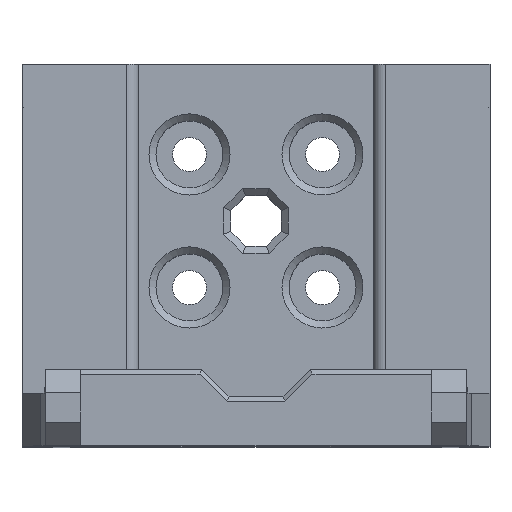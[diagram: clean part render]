
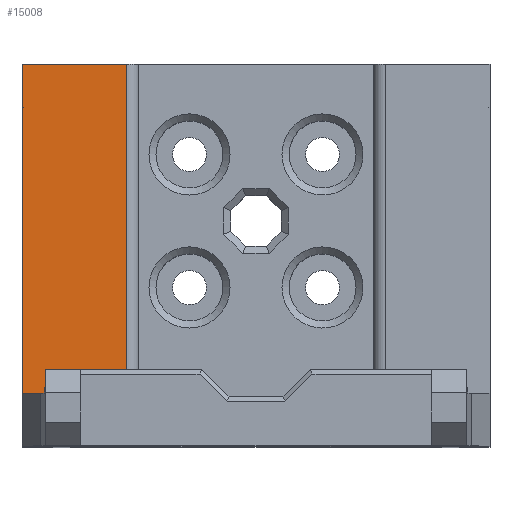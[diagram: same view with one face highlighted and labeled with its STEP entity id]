
A CAD part, top view. The second image highlights one B-rep face of the part: STEP entity #15008.
In plain terms, the highlighted planar face has unit normal (0, 0, 1).
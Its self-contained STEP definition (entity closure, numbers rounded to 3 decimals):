
#1568 = PLANE('',#1569);
#1569 = AXIS2_PLACEMENT_3D('',#1570,#1571,#1572);
#1570 = CARTESIAN_POINT('',(-19.9,0.,-0.88));
#1571 = DIRECTION('',(1.,0.,0.));
#1572 = DIRECTION('',(0.,0.,1.));
#5386 = PLANE('',#5387);
#5387 = AXIS2_PLACEMENT_3D('',#5388,#5389,#5390);
#5388 = CARTESIAN_POINT('',(0.,32.5,-12.612));
#5389 = DIRECTION('',(0.,1.,0.));
#5390 = DIRECTION('',(0.,0.,1.));
#6251 = PLANE('',#6252);
#6252 = AXIS2_PLACEMENT_3D('',#6253,#6254,#6255);
#6253 = CARTESIAN_POINT('',(0.,4.5,8.6));
#6254 = DIRECTION('',(0.,1.,0.));
#6255 = DIRECTION('',(0.,0.,1.));
#6313 = VERTEX_POINT('',#6314);
#6314 = CARTESIAN_POINT('',(-19.9,32.5,8.6));
#6335 = EDGE_CURVE('',#6313,#6336,#6338,.T.);
#6336 = VERTEX_POINT('',#6337);
#6337 = CARTESIAN_POINT('',(-19.9,4.5,8.6));
#6338 = SURFACE_CURVE('',#6339,(#6343,#6350),.PCURVE_S1.);
#6339 = LINE('',#6340,#6341);
#6340 = CARTESIAN_POINT('',(-19.9,18.5,8.6));
#6341 = VECTOR('',#6342,1.);
#6342 = DIRECTION('',(0.,-1.,0.));
#6343 = PCURVE('',#1568,#6344);
#6344 = DEFINITIONAL_REPRESENTATION('',(#6345),#6349);
#6345 = LINE('',#6346,#6347);
#6346 = CARTESIAN_POINT('',(9.48,-18.5));
#6347 = VECTOR('',#6348,1.);
#6348 = DIRECTION('',(0.,1.));
#6349 = ( GEOMETRIC_REPRESENTATION_CONTEXT(2) 
PARAMETRIC_REPRESENTATION_CONTEXT() REPRESENTATION_CONTEXT('2D SPACE',''
  ) );
#6350 = PCURVE('',#6351,#6356);
#6351 = PLANE('',#6352);
#6352 = AXIS2_PLACEMENT_3D('',#6353,#6354,#6355);
#6353 = CARTESIAN_POINT('',(0.,37.,8.6));
#6354 = DIRECTION('',(0.,0.,1.));
#6355 = DIRECTION('',(0.,-1.,0.));
#6356 = DEFINITIONAL_REPRESENTATION('',(#6357),#6361);
#6357 = LINE('',#6358,#6359);
#6358 = CARTESIAN_POINT('',(18.5,-19.9));
#6359 = VECTOR('',#6360,1.);
#6360 = DIRECTION('',(1.,0.));
#6361 = ( GEOMETRIC_REPRESENTATION_CONTEXT(2) 
PARAMETRIC_REPRESENTATION_CONTEXT() REPRESENTATION_CONTEXT('2D SPACE',''
  ) );
#10886 = CYLINDRICAL_SURFACE('',#10887,1.);
#10887 = AXIS2_PLACEMENT_3D('',#10888,#10889,#10890);
#10888 = CARTESIAN_POINT('',(-11.,32.5,7.6));
#10889 = DIRECTION('',(0.,-1.,0.));
#10890 = DIRECTION('',(1.,0.,0.));
#13694 = EDGE_CURVE('',#6313,#13695,#13697,.T.);
#13695 = VERTEX_POINT('',#13696);
#13696 = CARTESIAN_POINT('',(-11.,32.5,8.6));
#13697 = SURFACE_CURVE('',#13698,(#13702,#13709),.PCURVE_S1.);
#13698 = LINE('',#13699,#13700);
#13699 = CARTESIAN_POINT('',(-5.122,32.5,8.6));
#13700 = VECTOR('',#13701,1.);
#13701 = DIRECTION('',(1.,0.,0.));
#13702 = PCURVE('',#5386,#13703);
#13703 = DEFINITIONAL_REPRESENTATION('',(#13704),#13708);
#13704 = LINE('',#13705,#13706);
#13705 = CARTESIAN_POINT('',(21.212,-5.122));
#13706 = VECTOR('',#13707,1.);
#13707 = DIRECTION('',(0.,1.));
#13708 = ( GEOMETRIC_REPRESENTATION_CONTEXT(2) 
PARAMETRIC_REPRESENTATION_CONTEXT() REPRESENTATION_CONTEXT('2D SPACE',''
  ) );
#13709 = PCURVE('',#6351,#13710);
#13710 = DEFINITIONAL_REPRESENTATION('',(#13711),#13715);
#13711 = LINE('',#13712,#13713);
#13712 = CARTESIAN_POINT('',(4.5,-5.122));
#13713 = VECTOR('',#13714,1.);
#13714 = DIRECTION('',(0.,1.));
#13715 = ( GEOMETRIC_REPRESENTATION_CONTEXT(2) 
PARAMETRIC_REPRESENTATION_CONTEXT() REPRESENTATION_CONTEXT('2D SPACE',''
  ) );
#14766 = EDGE_CURVE('',#14767,#6336,#14769,.T.);
#14767 = VERTEX_POINT('',#14768);
#14768 = CARTESIAN_POINT('',(-11.,4.5,8.6));
#14769 = SURFACE_CURVE('',#14770,(#14774,#14781),.PCURVE_S1.);
#14770 = LINE('',#14771,#14772);
#14771 = CARTESIAN_POINT('',(0.,4.5,8.6));
#14772 = VECTOR('',#14773,1.);
#14773 = DIRECTION('',(-1.,0.,0.));
#14774 = PCURVE('',#6251,#14775);
#14775 = DEFINITIONAL_REPRESENTATION('',(#14776),#14780);
#14776 = LINE('',#14777,#14778);
#14777 = CARTESIAN_POINT('',(0.,0.));
#14778 = VECTOR('',#14779,1.);
#14779 = DIRECTION('',(0.,-1.));
#14780 = ( GEOMETRIC_REPRESENTATION_CONTEXT(2) 
PARAMETRIC_REPRESENTATION_CONTEXT() REPRESENTATION_CONTEXT('2D SPACE',''
  ) );
#14781 = PCURVE('',#6351,#14782);
#14782 = DEFINITIONAL_REPRESENTATION('',(#14783),#14787);
#14783 = LINE('',#14784,#14785);
#14784 = CARTESIAN_POINT('',(32.5,0.));
#14785 = VECTOR('',#14786,1.);
#14786 = DIRECTION('',(0.,-1.));
#14787 = ( GEOMETRIC_REPRESENTATION_CONTEXT(2) 
PARAMETRIC_REPRESENTATION_CONTEXT() REPRESENTATION_CONTEXT('2D SPACE',''
  ) );
#15008 = ADVANCED_FACE('',(#15009),#6351,.T.);
#15009 = FACE_BOUND('',#15010,.T.);
#15010 = EDGE_LOOP('',(#15011,#15012,#15033,#15034));
#15011 = ORIENTED_EDGE('',*,*,#14766,.F.);
#15012 = ORIENTED_EDGE('',*,*,#15013,.F.);
#15013 = EDGE_CURVE('',#13695,#14767,#15014,.T.);
#15014 = SURFACE_CURVE('',#15015,(#15019,#15026),.PCURVE_S1.);
#15015 = LINE('',#15016,#15017);
#15016 = CARTESIAN_POINT('',(-11.,32.5,8.6));
#15017 = VECTOR('',#15018,1.);
#15018 = DIRECTION('',(0.,-1.,0.));
#15019 = PCURVE('',#6351,#15020);
#15020 = DEFINITIONAL_REPRESENTATION('',(#15021),#15025);
#15021 = LINE('',#15022,#15023);
#15022 = CARTESIAN_POINT('',(4.5,-11.));
#15023 = VECTOR('',#15024,1.);
#15024 = DIRECTION('',(1.,0.));
#15025 = ( GEOMETRIC_REPRESENTATION_CONTEXT(2) 
PARAMETRIC_REPRESENTATION_CONTEXT() REPRESENTATION_CONTEXT('2D SPACE',''
  ) );
#15026 = PCURVE('',#10886,#15027);
#15027 = DEFINITIONAL_REPRESENTATION('',(#15028),#15032);
#15028 = LINE('',#15029,#15030);
#15029 = CARTESIAN_POINT('',(1.571,0.));
#15030 = VECTOR('',#15031,1.);
#15031 = DIRECTION('',(0.,1.));
#15032 = ( GEOMETRIC_REPRESENTATION_CONTEXT(2) 
PARAMETRIC_REPRESENTATION_CONTEXT() REPRESENTATION_CONTEXT('2D SPACE',''
  ) );
#15033 = ORIENTED_EDGE('',*,*,#13694,.F.);
#15034 = ORIENTED_EDGE('',*,*,#6335,.T.);
